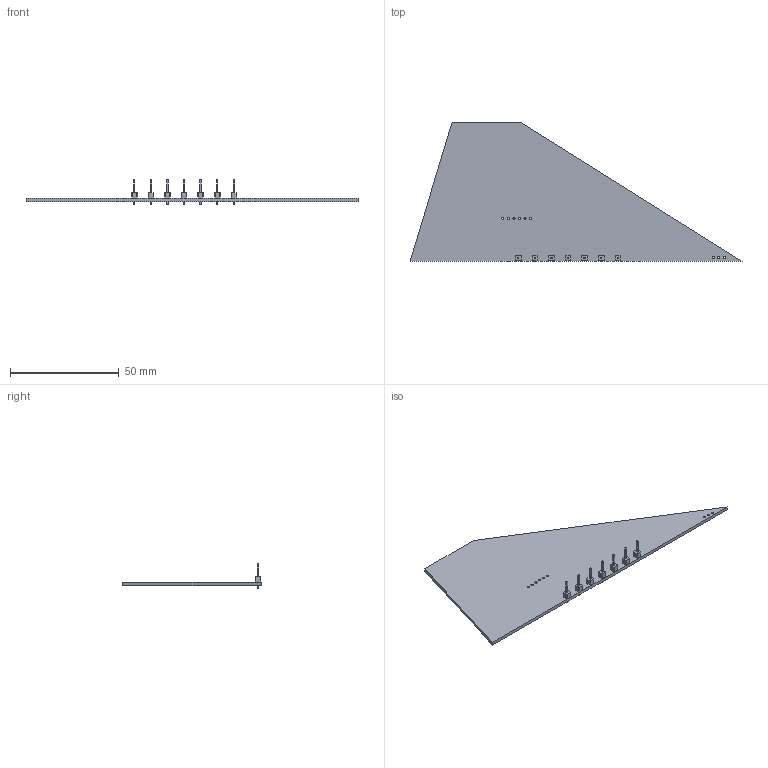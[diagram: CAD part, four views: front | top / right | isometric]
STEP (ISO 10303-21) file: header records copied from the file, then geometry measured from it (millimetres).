
FILE_DESCRIPTION(('KiCad electronic assembly'),'2;1');
FILE_NAME('SGTC_Center.step','2025-08-03T14:20:58',('Pcbnew'),('Kicad'), 'Open CASCADE STEP processor 7.9','KiCad to STEP converter','Unknown' );
FILE_SCHEMA(('AUTOMOTIVE_DESIGN { 1 0 10303 214 1 1 1 1 }'));
Length unit declared in the file: millimetre
Products named in the file (3): SGTC_Center 1; PinHeader_1x01_P2.54mm_Vertical; SGTC_Center_PCB
Assembly tree (8 placements, depth 2):
  SGTC_Center 1
    PinHeader_1x01_P2.54mm_Vertical  x7
    SGTC_Center_PCB
Bounding box: 152.4 x 63.5 x 11.54 mm (x, y, z)
Volume: 8947.5 mm3; surface area: 12719.1 mm2
Topology: 8 solids, 8 shells, 218 faces, 508 edges, 320 vertices
Faces by surface type: plane 202, cylinder 16
Full cylindrical faces by diameter (mm): 1 x16
Entity records: 1840 total; most frequent: DIRECTION 274, CARTESIAN_POINT 263, ORIENTED_EDGE 248, EDGE_CURVE 124, LINE 92, VECTOR 92, AXIS2_PLACEMENT_3D 91, FACE_BOUND 84
